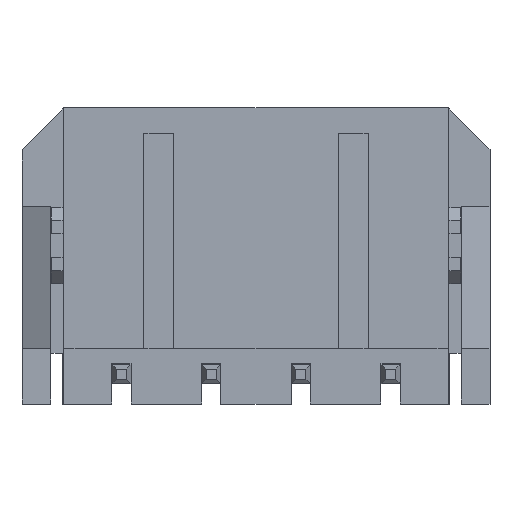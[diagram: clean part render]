
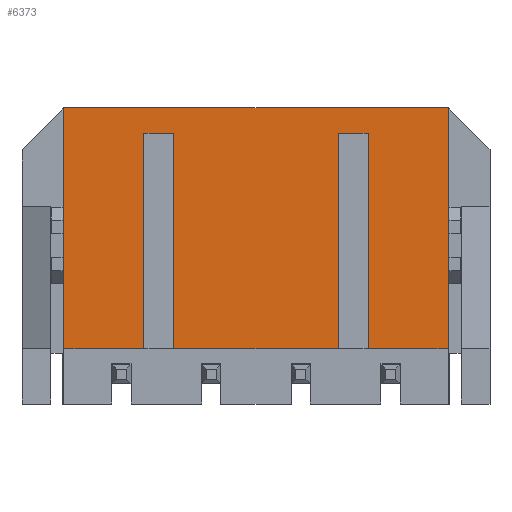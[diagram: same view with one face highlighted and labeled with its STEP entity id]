
A CAD part, front view. The second image highlights one B-rep face of the part: STEP entity #6373.
In plain terms, the highlighted planar face has unit normal (0, -1, 0).
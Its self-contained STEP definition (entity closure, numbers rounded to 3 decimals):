
#1829=DIRECTION('',(0.,0.,1.));
#1830=VECTOR('',#1829,7.2);
#1831=CARTESIAN_POINT('',(-2.75,-1.93,-3.1));
#1832=LINE('',#1831,#1830);
#1833=DIRECTION('',(1.,0.,0.));
#1834=VECTOR('',#1833,1.);
#1835=CARTESIAN_POINT('',(-3.75,-1.93,4.1));
#1836=LINE('',#1835,#1834);
#1837=DIRECTION('',(0.,0.,1.));
#1838=VECTOR('',#1837,7.2);
#1839=CARTESIAN_POINT('',(-3.75,-1.93,-3.1));
#1840=LINE('',#1839,#1838);
#1841=DIRECTION('',(-1.,0.,0.));
#1842=VECTOR('',#1841,2.675);
#1843=CARTESIAN_POINT('',(-3.75,-1.93,-3.1));
#1844=LINE('',#1843,#1842);
#1845=DIRECTION('',(0.,0.,-1.));
#1846=VECTOR('',#1845,8.05);
#1847=CARTESIAN_POINT('',(-6.425,-1.93,4.95));
#1848=LINE('',#1847,#1846);
#1849=DIRECTION('',(1.,0.,0.));
#1850=VECTOR('',#1849,12.85);
#1851=CARTESIAN_POINT('',(-6.425,-1.93,4.95));
#1852=LINE('',#1851,#1850);
#1853=DIRECTION('',(0.,0.,-1.));
#1854=VECTOR('',#1853,8.05);
#1855=CARTESIAN_POINT('',(6.425,-1.93,4.95));
#1856=LINE('',#1855,#1854);
#1857=DIRECTION('',(-1.,0.,0.));
#1858=VECTOR('',#1857,2.675);
#1859=CARTESIAN_POINT('',(6.425,-1.93,-3.1));
#1860=LINE('',#1859,#1858);
#1861=DIRECTION('',(0.,0.,1.));
#1862=VECTOR('',#1861,7.2);
#1863=CARTESIAN_POINT('',(3.75,-1.93,-3.1));
#1864=LINE('',#1863,#1862);
#1865=DIRECTION('',(-1.,0.,0.));
#1866=VECTOR('',#1865,1.);
#1867=CARTESIAN_POINT('',(3.75,-1.93,4.1));
#1868=LINE('',#1867,#1866);
#1869=DIRECTION('',(0.,0.,1.));
#1870=VECTOR('',#1869,7.2);
#1871=CARTESIAN_POINT('',(2.75,-1.93,-3.1));
#1872=LINE('',#1871,#1870);
#1873=DIRECTION('',(-1.,0.,0.));
#1874=VECTOR('',#1873,5.5);
#1875=CARTESIAN_POINT('',(2.75,-1.93,-3.1));
#1876=LINE('',#1875,#1874);
#3197=CARTESIAN_POINT('',(2.75,-1.93,-3.1));
#3198=CARTESIAN_POINT('',(2.75,-1.93,4.1));
#3199=VERTEX_POINT('',#3197);
#3200=VERTEX_POINT('',#3198);
#3201=CARTESIAN_POINT('',(3.75,-1.93,-3.1));
#3202=CARTESIAN_POINT('',(3.75,-1.93,4.1));
#3203=VERTEX_POINT('',#3201);
#3204=VERTEX_POINT('',#3202);
#3737=CARTESIAN_POINT('',(-6.425,-1.93,4.95));
#3738=CARTESIAN_POINT('',(-6.425,-1.93,-3.1));
#3739=VERTEX_POINT('',#3737);
#3740=VERTEX_POINT('',#3738);
#3741=CARTESIAN_POINT('',(6.425,-1.93,4.95));
#3742=CARTESIAN_POINT('',(6.425,-1.93,-3.1));
#3743=VERTEX_POINT('',#3741);
#3744=VERTEX_POINT('',#3742);
#3853=CARTESIAN_POINT('',(-2.75,-1.93,4.1));
#3854=VERTEX_POINT('',#3853);
#3855=CARTESIAN_POINT('',(-2.75,-1.93,-3.1));
#3856=VERTEX_POINT('',#3855);
#3857=CARTESIAN_POINT('',(-3.75,-1.93,-3.1));
#3858=VERTEX_POINT('',#3857);
#3859=CARTESIAN_POINT('',(-3.75,-1.93,4.1));
#3860=VERTEX_POINT('',#3859);
#6346=CARTESIAN_POINT('',(-7.825,-1.93,4.95));
#6347=DIRECTION('',(0.,-1.,0.));
#6348=DIRECTION('',(0.,0.,-1.));
#6349=AXIS2_PLACEMENT_3D('',#6346,#6347,#6348);
#6350=PLANE('',#6349);
#6352=ORIENTED_EDGE('',*,*,#6351,.T.);
#6354=ORIENTED_EDGE('',*,*,#6353,.F.);
#6356=ORIENTED_EDGE('',*,*,#6355,.F.);
#6357=ORIENTED_EDGE('',*,*,#6320,.T.);
#6359=ORIENTED_EDGE('',*,*,#6358,.F.);
#6360=ORIENTED_EDGE('',*,*,#4548,.T.);
#6362=ORIENTED_EDGE('',*,*,#6361,.T.);
#6363=ORIENTED_EDGE('',*,*,#6336,.T.);
#6365=ORIENTED_EDGE('',*,*,#6364,.T.);
#6367=ORIENTED_EDGE('',*,*,#6366,.T.);
#6369=ORIENTED_EDGE('',*,*,#6368,.F.);
#6370=ORIENTED_EDGE('',*,*,#6328,.T.);
#6371=EDGE_LOOP('',(#6352,#6354,#6356,#6357,#6359,#6360,#6362,#6363,#6365,#6367,
#6369,#6370));
#6372=FACE_OUTER_BOUND('',#6371,.F.);
#6373=ADVANCED_FACE('',(#6372),#6350,.T.);
#4548=EDGE_CURVE('',#3739,#3743,#1852,.T.);
#6320=EDGE_CURVE('',#3858,#3740,#1844,.T.);
#6328=EDGE_CURVE('',#3199,#3856,#1876,.T.);
#6336=EDGE_CURVE('',#3744,#3203,#1860,.T.);
#6351=EDGE_CURVE('',#3856,#3854,#1832,.T.);
#6353=EDGE_CURVE('',#3860,#3854,#1836,.T.);
#6355=EDGE_CURVE('',#3858,#3860,#1840,.T.);
#6358=EDGE_CURVE('',#3739,#3740,#1848,.T.);
#6361=EDGE_CURVE('',#3743,#3744,#1856,.T.);
#6364=EDGE_CURVE('',#3203,#3204,#1864,.T.);
#6366=EDGE_CURVE('',#3204,#3200,#1868,.T.);
#6368=EDGE_CURVE('',#3199,#3200,#1872,.T.);
